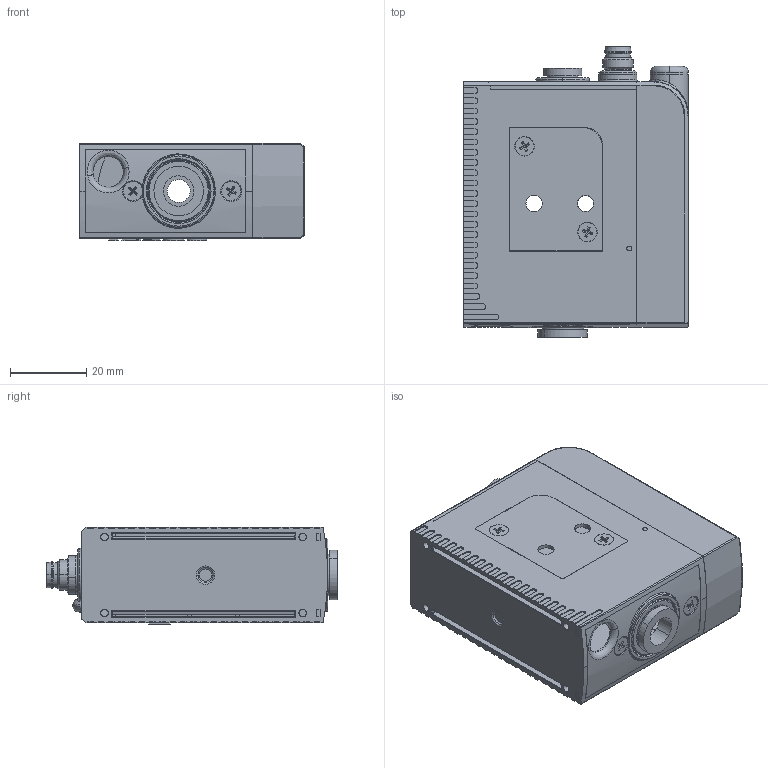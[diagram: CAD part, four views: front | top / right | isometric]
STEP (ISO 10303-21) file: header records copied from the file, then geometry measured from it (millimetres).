
FILE_DESCRIPTION(('STEP AP214'),'1');
FILE_NAME('COVAL_LEM90X14RVO.stp','2017-12-27T16:24:16',('TraceParts'),('TraceParts S.A.'),'Spatial InterOp 3D',' ',' ');
FILE_SCHEMA(('automotive_design'));
Length unit declared in the file: millimetre
Products named in the file (43): COVAL_LEM90X14RVO_1; COVAL_LEM90X14RVO_2; COVAL_LEM90X14RVO_3; COVAL_LEM90X14RVO_4; COVAL_LEM90X14RVO_5; COVAL_LEM90X14RVO_6; COVAL_LEM90X14RVO_7; COVAL_LEM90X14RVO_8; COVAL_LEM90X14RVO_9; COVAL_LEM90X14RVO_10; COVAL_LEM90X14RVO_11; COVAL_LEM90X14RVO_12; COVAL_LEM90X14RVO_13; COVAL_LEM90X14RVO_14; COVAL_LEM90X14RVO_15; COVAL_LEM90X14RVO_16; COVAL_LEM90X14RVO_17; COVAL_LEM90X14RVO_18; COVAL_LEM90X14RVO_19; COVAL_LEM90X14RVO_20; COVAL_LEM90X14RVO_21; COVAL_LEM90X14RVO_22; COVAL_LEM90X14RVO_23; COVAL_LEM90X14RVO_24; COVAL_LEM90X14RVO_25; COVAL_LEM90X14RVO_26; COVAL_LEM90X14RVO_27; COVAL_LEM90X14RVO_28; COVAL_LEM90X14RVO_29; COVAL_LEM90X14RVO_30; COVAL_LEM90X14RVO_31; COVAL_LEM90X14RVO_32; COVAL_LEM90X14RVO_33; COVAL_LEM90X14RVO_34; COVAL_LEM90X14RVO_35; COVAL_LEM90X14RVO_36; COVAL_LEM90X14RVO_37; COVAL_LEM90X14RVO_38; COVAL_LEM90X14RVO_39; COVAL_LEM90X14RVO_40 ...
Bounding box: 59 x 76.3 x 25.5 mm (x, y, z)
Volume: 16641.5 mm3; surface area: 33851 mm2
Topology: 43 solids, 43 shells, 1672 faces, 4347 edges, 2800 vertices
Faces by surface type: plane 812, cylinder 566, cone 149, bspline 75, torus 46, sphere 24
Entity records: 74628 total; most frequent: CARTESIAN_POINT 19151, DIRECTION 8710, ORIENTED_EDGE 8666, EDGE_CURVE 4333, AXIS2_PLACEMENT_3D 3085, VERTEX_POINT 2800, LINE 2540, VECTOR 2540
